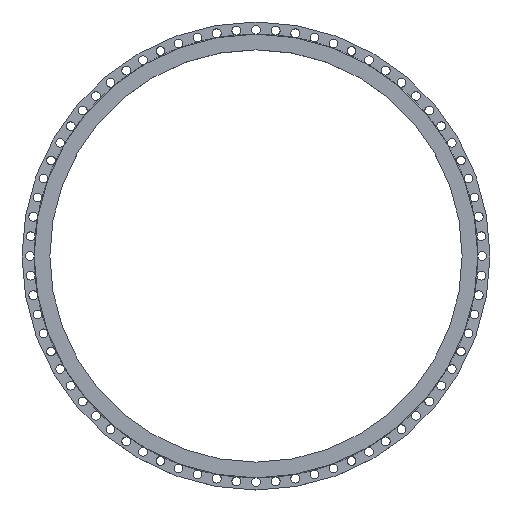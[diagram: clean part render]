
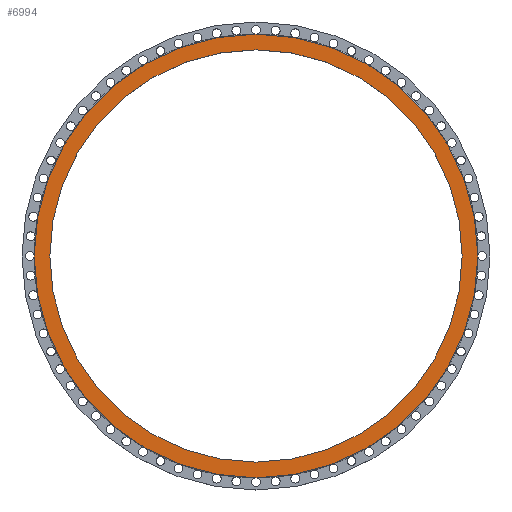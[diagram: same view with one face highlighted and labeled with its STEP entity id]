
A CAD part, top view. The second image highlights one B-rep face of the part: STEP entity #6994.
In plain terms, the highlighted planar face has unit normal (0, 0, 1).
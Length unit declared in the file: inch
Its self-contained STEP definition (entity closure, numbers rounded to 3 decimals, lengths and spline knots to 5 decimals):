
#414 = CARTESIAN_POINT ( 'NONE',  ( 0., 29.625, 0. ) ) ;
#698 = VERTEX_POINT ( 'NONE', #3012 ) ;
#750 = AXIS2_PLACEMENT_3D ( 'NONE', #4319, #3234, #6981 ) ;
#883 = DIRECTION ( 'NONE',  ( 1., 0., 0. ) ) ;
#1159 = EDGE_LOOP ( 'NONE', ( #3358, #4705 ) ) ;
#1390 = CARTESIAN_POINT ( 'NONE',  ( 29.625, 0., 0. ) ) ;
#1448 = VERTEX_POINT ( 'NONE', #5763 ) ;
#1494 = AXIS2_PLACEMENT_3D ( 'NONE', #3471, #2941, #6235 ) ;
#1776 = AXIS2_PLACEMENT_3D ( 'NONE', #414, #2002, #4151 ) ;
#2002 = DIRECTION ( 'NONE',  ( 0., 0., -1. ) ) ;
#2073 = PLANE ( 'NONE',  #1776 ) ;
#2760 = CIRCLE ( 'NONE', #4674, 31.875 ) ;
#2799 = EDGE_CURVE ( 'NONE', #698, #1448, #4084, .T. ) ;
#2807 = EDGE_CURVE ( 'NONE', #6912, #5404, #3076, .T. ) ;
#2941 = DIRECTION ( 'NONE',  ( 0., 0., 1. ) ) ;
#2968 = AXIS2_PLACEMENT_3D ( 'NONE', #3578, #5740, #883 ) ;
#3012 = CARTESIAN_POINT ( 'NONE',  ( -31.875, 0., 0. ) ) ;
#3076 = CIRCLE ( 'NONE', #2968, 29.625 ) ;
#3144 = DIRECTION ( 'NONE',  ( 0., 0., 1. ) ) ;
#3234 = DIRECTION ( 'NONE',  ( 0., 0., 1. ) ) ;
#3358 = ORIENTED_EDGE ( 'NONE', *, *, #4604, .T. ) ;
#3471 = CARTESIAN_POINT ( 'NONE',  ( 0., 0., 0. ) ) ;
#3556 = FACE_BOUND ( 'NONE', #6830, .T. ) ;
#3578 = CARTESIAN_POINT ( 'NONE',  ( 0., 0., 0. ) ) ;
#4084 = CIRCLE ( 'NONE', #1494, 31.875 ) ;
#4151 = DIRECTION ( 'NONE',  ( -1., 0., 0. ) ) ;
#4319 = CARTESIAN_POINT ( 'NONE',  ( 0., 0., 0. ) ) ;
#4341 = CARTESIAN_POINT ( 'NONE',  ( 0., 0., 0. ) ) ;
#4358 = CIRCLE ( 'NONE', #750, 29.625 ) ;
#4443 = CARTESIAN_POINT ( 'NONE',  ( -29.625, 0., 0. ) ) ;
#4604 = EDGE_CURVE ( 'NONE', #1448, #698, #2760, .T. ) ;
#4674 = AXIS2_PLACEMENT_3D ( 'NONE', #4341, #3144, #6886 ) ;
#4705 = ORIENTED_EDGE ( 'NONE', *, *, #2799, .T. ) ;
#5404 = VERTEX_POINT ( 'NONE', #4443 ) ;
#5718 = FACE_OUTER_BOUND ( 'NONE', #1159, .T. ) ;
#5740 = DIRECTION ( 'NONE',  ( 0., 0., 1. ) ) ;
#5761 = ORIENTED_EDGE ( 'NONE', *, *, #2807, .F. ) ;
#5763 = CARTESIAN_POINT ( 'NONE',  ( 31.875, 0., 0. ) ) ;
#6185 = EDGE_CURVE ( 'NONE', #5404, #6912, #4358, .T. ) ;
#6235 = DIRECTION ( 'NONE',  ( 1., 0., 0. ) ) ;
#6830 = EDGE_LOOP ( 'NONE', ( #5761, #6847 ) ) ;
#6847 = ORIENTED_EDGE ( 'NONE', *, *, #6185, .F. ) ;
#6886 = DIRECTION ( 'NONE',  ( 1., 0., 0. ) ) ;
#6912 = VERTEX_POINT ( 'NONE', #1390 ) ;
#6981 = DIRECTION ( 'NONE',  ( 1., 0., 0. ) ) ;
#6994 = ADVANCED_FACE ( 'NONE', ( #3556, #5718 ), #2073, .F. ) ;
